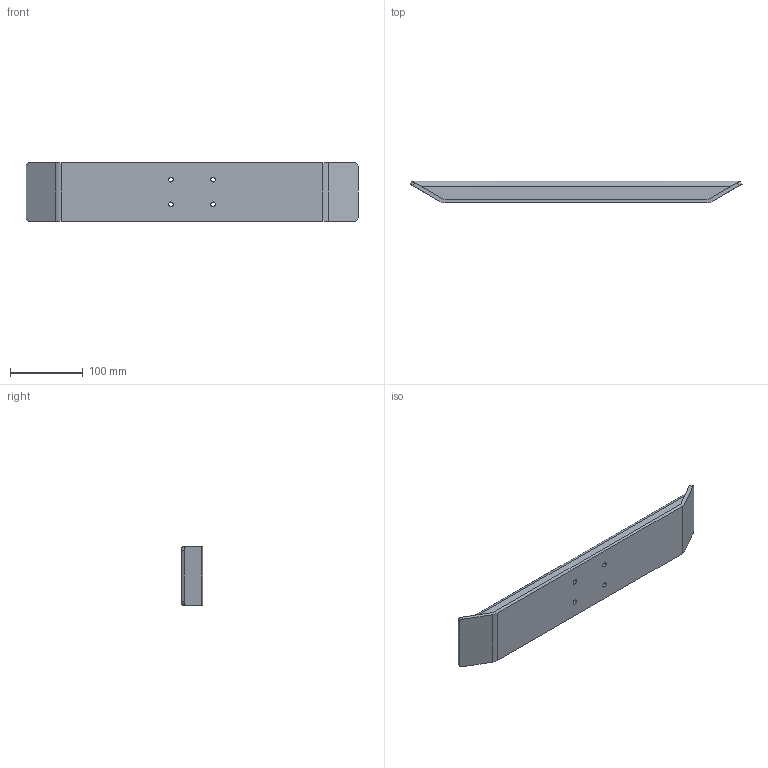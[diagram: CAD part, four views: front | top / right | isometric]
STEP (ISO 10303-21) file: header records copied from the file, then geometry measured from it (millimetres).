
FILE_DESCRIPTION((''),'2;1');
FILE_NAME('JS36DR-0298','2021-01-06T18:39:29',('sa'),('捷昌驱动'),'CREO PARAMETRIC BY PTC INC, 2018100','CREO PARAMETRIC BY PTC INC, 2018100','');
FILE_SCHEMA(('CONFIG_CONTROL_DESIGN'));
Length unit declared in the file: millimetre
Products named in the file (1): JS36DR-0298
Bounding box: 457 x 30 x 80 mm (x, y, z)
Volume: 383640.4 mm3; surface area: 155347.6 mm2
Topology: 1 solids, 3 shells, 60 faces, 162 edges, 108 vertices
Faces by surface type: cylinder 32, plane 28
Entity records: 1999 total; most frequent: CARTESIAN_POINT 399, DIRECTION 320, ORIENTED_EDGE 316, EDGE_CURVE 162, AXIS2_PLACEMENT_3D 113, VERTEX_POINT 108, VECTOR 94, LINE 94
